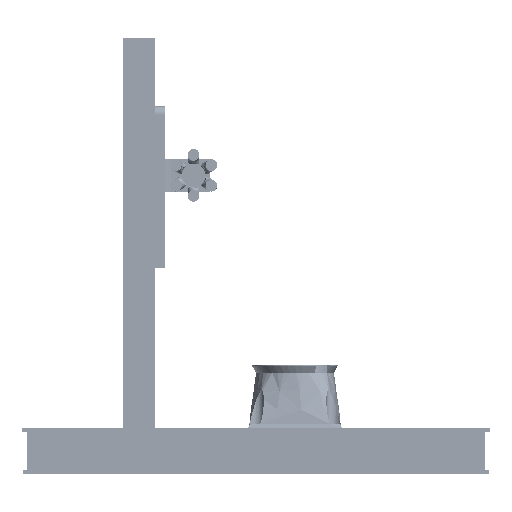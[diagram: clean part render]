
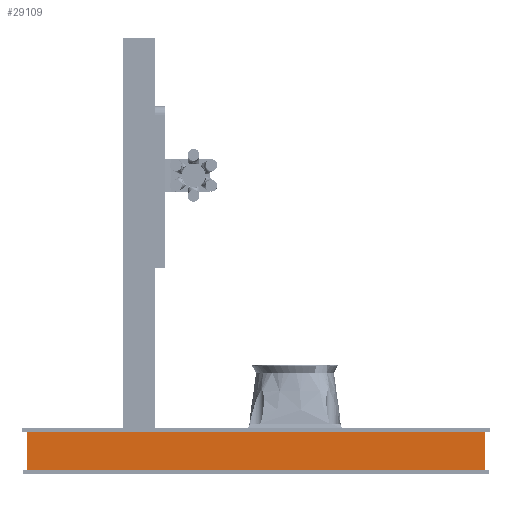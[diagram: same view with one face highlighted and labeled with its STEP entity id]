
A CAD part, left-side view. The second image highlights one B-rep face of the part: STEP entity #29109.
In plain terms, the highlighted planar face has unit normal (-1, 0, 0).
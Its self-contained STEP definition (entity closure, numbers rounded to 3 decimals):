
#6208=FACE_OUTER_BOUND('',#9268,.T.);
#9268=EDGE_LOOP('',(#24984,#24985,#24986,#24987));
#10837=LINE('',#47164,#12468);
#10845=LINE('',#47179,#12476);
#10846=LINE('',#47181,#12477);
#10847=LINE('',#47182,#12478);
#12468=VECTOR('',#39237,10.);
#12476=VECTOR('',#39249,10.);
#12477=VECTOR('',#39252,10.);
#12478=VECTOR('',#39253,10.);
#14892=VERTEX_POINT('',#47161);
#14893=VERTEX_POINT('',#47163);
#14897=VERTEX_POINT('',#47175);
#14898=VERTEX_POINT('',#47177);
#18394=EDGE_CURVE('',#14892,#14893,#10837,.T.);
#18402=EDGE_CURVE('',#14897,#14898,#10845,.T.);
#18403=EDGE_CURVE('',#14892,#14897,#10846,.T.);
#18404=EDGE_CURVE('',#14893,#14898,#10847,.T.);
#24984=ORIENTED_EDGE('',*,*,#18403,.T.);
#24985=ORIENTED_EDGE('',*,*,#18402,.T.);
#24986=ORIENTED_EDGE('',*,*,#18404,.F.);
#24987=ORIENTED_EDGE('',*,*,#18394,.F.);
#27977=PLANE('',#32287);
#29109=ADVANCED_FACE('',(#6208),#27977,.T.);
#32287=AXIS2_PLACEMENT_3D('',#47180,#39250,#39251);
#39237=DIRECTION('',(0.,-1.,0.));
#39249=DIRECTION('',(0.,-1.,0.));
#39250=DIRECTION('center_axis',(-1.,0.,0.));
#39251=DIRECTION('ref_axis',(0.,0.,-1.));
#39252=DIRECTION('',(0.,0.,-1.));
#39253=DIRECTION('',(0.,0.,-1.));
#47161=CARTESIAN_POINT('',(-444.,-5.,294.));
#47163=CARTESIAN_POINT('',(-444.,-53.2,294.));
#47164=CARTESIAN_POINT('',(-444.,-5.,294.));
#47175=CARTESIAN_POINT('',(-444.,-5.,-294.));
#47177=CARTESIAN_POINT('',(-444.,-53.2,-294.));
#47179=CARTESIAN_POINT('',(-444.,-5.,-294.));
#47180=CARTESIAN_POINT('Origin',(-444.,-5.,294.));
#47181=CARTESIAN_POINT('',(-444.,-5.,294.));
#47182=CARTESIAN_POINT('',(-444.,-53.2,294.));
